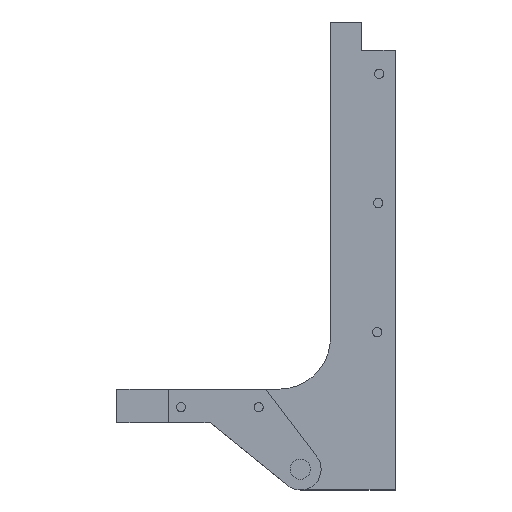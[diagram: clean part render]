
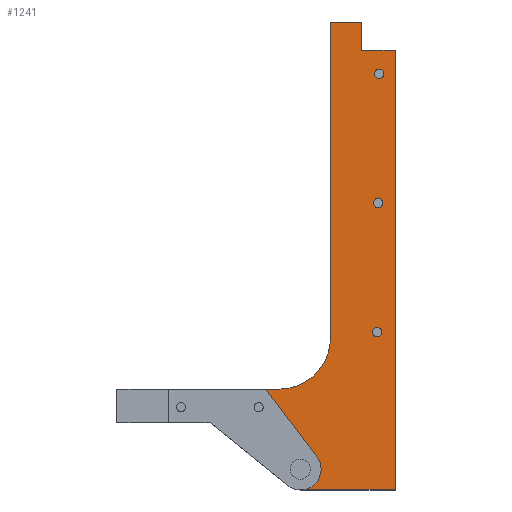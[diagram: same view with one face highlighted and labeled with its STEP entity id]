
A CAD part, top view. The second image highlights one B-rep face of the part: STEP entity #1241.
In plain terms, the highlighted face is planar.
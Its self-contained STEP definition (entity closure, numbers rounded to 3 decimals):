
#18 = EDGE_LOOP ( 'NONE', ( #205, #1100 ) ) ;
#24 = CARTESIAN_POINT ( 'NONE',  ( -87.571, 315.649, 0. ) ) ;
#44 = DIRECTION ( 'NONE',  ( -1., 0., 0. ) ) ;
#47 = VECTOR ( 'NONE', #1710, 1000. ) ;
#49 = CIRCLE ( 'NONE', #1515, 1.8 ) ;
#66 = VECTOR ( 'NONE', #1470, 1000. ) ;
#82 = LINE ( 'NONE', #1510, #1434 ) ;
#90 = DIRECTION ( 'NONE',  ( 0., 0., 1. ) ) ;
#123 = ORIENTED_EDGE ( 'NONE', *, *, #1048, .T. ) ;
#166 = CARTESIAN_POINT ( 'NONE',  ( -63.483, 167.492, 0. ) ) ;
#169 = VECTOR ( 'NONE', #1411, 1000. ) ;
#181 = ORIENTED_EDGE ( 'NONE', *, *, #1589, .F. ) ;
#187 = VERTEX_POINT ( 'NONE', #1375 ) ;
#205 = ORIENTED_EDGE ( 'NONE', *, *, #672, .T. ) ;
#210 = ORIENTED_EDGE ( 'NONE', *, *, #1799, .T. ) ;
#213 = FACE_BOUND ( 'NONE', #18, .T. ) ;
#218 = EDGE_LOOP ( 'NONE', ( #1645, #210 ) ) ;
#228 = ORIENTED_EDGE ( 'NONE', *, *, #1707, .T. ) ;
#230 = DIRECTION ( 'NONE',  ( 0., 0., 1. ) ) ;
#241 = CARTESIAN_POINT ( 'NONE',  ( -65.283, 167.492, 0. ) ) ;
#247 = EDGE_CURVE ( 'NONE', #688, #886, #1562, .T. ) ;
#268 = AXIS2_PLACEMENT_3D ( 'NONE', #1754, #1464, #1481 ) ;
#280 = FACE_OUTER_BOUND ( 'NONE', #713, .T. ) ;
#288 = ORIENTED_EDGE ( 'NONE', *, *, #339, .T. ) ;
#298 = CIRCLE ( 'NONE', #660, 1.8 ) ;
#308 = AXIS2_PLACEMENT_3D ( 'NONE', #901, #90, #1460 ) ;
#309 = CARTESIAN_POINT ( 'NONE',  ( -102.291, 289.495, 0. ) ) ;
#312 = CARTESIAN_POINT ( 'NONE',  ( -64.225, 267.489, 0. ) ) ;
#339 = EDGE_CURVE ( 'NONE', #884, #1723, #1588, .T. ) ;
#346 = CIRCLE ( 'NONE', #1698, 8. ) ;
#378 = VERTEX_POINT ( 'NONE', #725 ) ;
#381 = CARTESIAN_POINT ( 'NONE',  ( -62.425, 267.489, 0. ) ) ;
#396 = FACE_BOUND ( 'NONE', #965, .T. ) ;
#414 = CARTESIAN_POINT ( 'NONE',  ( -63.483, 167.492, 0. ) ) ;
#425 = DIRECTION ( 'NONE',  ( 0., 0., -1. ) ) ;
#433 = VERTEX_POINT ( 'NONE', #908 ) ;
#466 = CARTESIAN_POINT ( 'NONE',  ( -57.291, 328.47, 0. ) ) ;
#469 = CARTESIAN_POINT ( 'NONE',  ( -70.291, 320.47, 0. ) ) ;
#493 = VERTEX_POINT ( 'NONE', #641 ) ;
#508 = VERTEX_POINT ( 'NONE', #241 ) ;
#515 = AXIS2_PLACEMENT_3D ( 'NONE', #1531, #425, #565 ) ;
#540 = LINE ( 'NONE', #466, #169 ) ;
#560 = VERTEX_POINT ( 'NONE', #800 ) ;
#565 = DIRECTION ( 'NONE',  ( 1., 0., 0. ) ) ;
#589 = DIRECTION ( 'NONE',  ( 0., 0., 1. ) ) ;
#624 = EDGE_CURVE ( 'NONE', #1590, #187, #1308, .T. ) ;
#641 = CARTESIAN_POINT ( 'NONE',  ( -62.054, 217.49, 0. ) ) ;
#660 = AXIS2_PLACEMENT_3D ( 'NONE', #312, #1548, #1407 ) ;
#672 = EDGE_CURVE ( 'NONE', #378, #508, #49, .T. ) ;
#688 = VERTEX_POINT ( 'NONE', #309 ) ;
#700 = DIRECTION ( 'NONE',  ( 1., 0., 0. ) ) ;
#710 = CARTESIAN_POINT ( 'NONE',  ( -82.291, 269.495, 0. ) ) ;
#713 = EDGE_LOOP ( 'NONE', ( #288, #228, #1010, #994, #1705, #963, #1055, #1176, #181, #1177 ) ) ;
#718 = CARTESIAN_POINT ( 'NONE',  ( -82.291, 269.495, 0. ) ) ;
#725 = CARTESIAN_POINT ( 'NONE',  ( -61.683, 167.492, 0. ) ) ;
#735 = VERTEX_POINT ( 'NONE', #1667 ) ;
#751 = CIRCLE ( 'NONE', #957, 1.8 ) ;
#778 = CARTESIAN_POINT ( 'NONE',  ( -138.902, 289.495, 0. ) ) ;
#782 = PLANE ( 'NONE',  #805 ) ;
#787 = CARTESIAN_POINT ( 'NONE',  ( -93.955, 320.47, 0. ) ) ;
#789 = DIRECTION ( 'NONE',  ( -0.603, -0.798, 0. ) ) ;
#800 = CARTESIAN_POINT ( 'NONE',  ( -57.291, 158.47, 0. ) ) ;
#804 = CIRCLE ( 'NONE', #308, 1.8 ) ;
#805 = AXIS2_PLACEMENT_3D ( 'NONE', #787, #923, #1623 ) ;
#812 = DIRECTION ( 'NONE',  ( 0., 0., 1. ) ) ;
#822 = DIRECTION ( 'NONE',  ( 1., 0., 0. ) ) ;
#843 = CARTESIAN_POINT ( 'NONE',  ( -93.955, 158.47, 0. ) ) ;
#884 = VERTEX_POINT ( 'NONE', #1121 ) ;
#886 = VERTEX_POINT ( 'NONE', #710 ) ;
#891 = LINE ( 'NONE', #1764, #66 ) ;
#901 = CARTESIAN_POINT ( 'NONE',  ( -63.854, 217.49, 0. ) ) ;
#908 = CARTESIAN_POINT ( 'NONE',  ( -66.025, 267.489, 0. ) ) ;
#923 = DIRECTION ( 'NONE',  ( 0., 0., 1. ) ) ;
#937 = CIRCLE ( 'NONE', #268, 1.8 ) ;
#957 = AXIS2_PLACEMENT_3D ( 'NONE', #1747, #230, #1487 ) ;
#963 = ORIENTED_EDGE ( 'NONE', *, *, #624, .F. ) ;
#965 = EDGE_LOOP ( 'NONE', ( #1206, #123 ) ) ;
#976 = LINE ( 'NONE', #718, #47 ) ;
#994 = ORIENTED_EDGE ( 'NONE', *, *, #247, .F. ) ;
#1010 = ORIENTED_EDGE ( 'NONE', *, *, #1179, .F. ) ;
#1015 = CARTESIAN_POINT ( 'NONE',  ( -65.654, 217.49, 0. ) ) ;
#1026 = EDGE_CURVE ( 'NONE', #187, #688, #1285, .T. ) ;
#1048 = EDGE_CURVE ( 'NONE', #1469, #493, #804, .T. ) ;
#1055 = ORIENTED_EDGE ( 'NONE', *, *, #1768, .F. ) ;
#1072 = VECTOR ( 'NONE', #1318, 1000. ) ;
#1080 = CARTESIAN_POINT ( 'NONE',  ( -87.571, 315.649, 0. ) ) ;
#1100 = ORIENTED_EDGE ( 'NONE', *, *, #1748, .T. ) ;
#1121 = CARTESIAN_POINT ( 'NONE',  ( -70.291, 158.47, 0. ) ) ;
#1176 = ORIENTED_EDGE ( 'NONE', *, *, #1442, .F. ) ;
#1177 = ORIENTED_EDGE ( 'NONE', *, *, #1412, .T. ) ;
#1179 = EDGE_CURVE ( 'NONE', #886, #1738, #976, .T. ) ;
#1188 = LINE ( 'NONE', #843, #1372 ) ;
#1196 = VECTOR ( 'NONE', #1405, 1000. ) ;
#1206 = ORIENTED_EDGE ( 'NONE', *, *, #1222, .T. ) ;
#1217 = DIRECTION ( 'NONE',  ( -1., 0., 0. ) ) ;
#1222 = EDGE_CURVE ( 'NONE', #493, #1469, #937, .T. ) ;
#1241 = ADVANCED_FACE ( 'NONE', ( #213, #396, #1651, #280 ), #782, .F. ) ;
#1285 = LINE ( 'NONE', #778, #1072 ) ;
#1304 = CARTESIAN_POINT ( 'NONE',  ( -57.291, 328.47, 0. ) ) ;
#1308 = LINE ( 'NONE', #1080, #1461 ) ;
#1310 = VERTEX_POINT ( 'NONE', #381 ) ;
#1318 = DIRECTION ( 'NONE',  ( 1., 0., 0. ) ) ;
#1326 = CARTESIAN_POINT ( 'NONE',  ( -70.291, 147.495, 0. ) ) ;
#1345 = CARTESIAN_POINT ( 'NONE',  ( -82.291, 147.495, 0. ) ) ;
#1355 = DIRECTION ( 'NONE',  ( 0., 0., -1. ) ) ;
#1369 = DIRECTION ( 'NONE',  ( 0., 1., 0. ) ) ;
#1372 = VECTOR ( 'NONE', #44, 1000. ) ;
#1375 = CARTESIAN_POINT ( 'NONE',  ( -107.319, 289.495, 0. ) ) ;
#1377 = CARTESIAN_POINT ( 'NONE',  ( -93.955, 320.47, 0. ) ) ;
#1405 = DIRECTION ( 'NONE',  ( 0., -1., 0. ) ) ;
#1407 = DIRECTION ( 'NONE',  ( 1., 0., 0. ) ) ;
#1411 = DIRECTION ( 'NONE',  ( -1., 0., 0. ) ) ;
#1412 = EDGE_CURVE ( 'NONE', #560, #884, #1188, .T. ) ;
#1434 = VECTOR ( 'NONE', #1369, 1000. ) ;
#1442 = EDGE_CURVE ( 'NONE', #1528, #735, #540, .T. ) ;
#1460 = DIRECTION ( 'NONE',  ( 1., 0., 0. ) ) ;
#1461 = VECTOR ( 'NONE', #789, 1000. ) ;
#1464 = DIRECTION ( 'NONE',  ( 0., 0., 1. ) ) ;
#1469 = VERTEX_POINT ( 'NONE', #1015 ) ;
#1470 = DIRECTION ( 'NONE',  ( -1., 0., 0. ) ) ;
#1481 = DIRECTION ( 'NONE',  ( 1., 0., 0. ) ) ;
#1487 = DIRECTION ( 'NONE',  ( 1., 0., 0. ) ) ;
#1510 = CARTESIAN_POINT ( 'NONE',  ( -57.291, 2.495, 0. ) ) ;
#1515 = AXIS2_PLACEMENT_3D ( 'NONE', #166, #589, #700 ) ;
#1528 = VERTEX_POINT ( 'NONE', #1304 ) ;
#1531 = CARTESIAN_POINT ( 'NONE',  ( -102.291, 269.495, 0. ) ) ;
#1548 = DIRECTION ( 'NONE',  ( 0., 0., 1. ) ) ;
#1562 = CIRCLE ( 'NONE', #515, 20. ) ;
#1588 = LINE ( 'NONE', #469, #1196 ) ;
#1589 = EDGE_CURVE ( 'NONE', #560, #1528, #82, .T. ) ;
#1590 = VERTEX_POINT ( 'NONE', #24 ) ;
#1598 = CIRCLE ( 'NONE', #1724, 1.8 ) ;
#1623 = DIRECTION ( 'NONE',  ( 1., 0., 0. ) ) ;
#1645 = ORIENTED_EDGE ( 'NONE', *, *, #1652, .T. ) ;
#1651 = FACE_BOUND ( 'NONE', #218, .T. ) ;
#1652 = EDGE_CURVE ( 'NONE', #1310, #433, #751, .T. ) ;
#1667 = CARTESIAN_POINT ( 'NONE',  ( -93.955, 328.47, 0. ) ) ;
#1698 = AXIS2_PLACEMENT_3D ( 'NONE', #1377, #1355, #1217 ) ;
#1705 = ORIENTED_EDGE ( 'NONE', *, *, #1026, .F. ) ;
#1707 = EDGE_CURVE ( 'NONE', #1723, #1738, #891, .T. ) ;
#1710 = DIRECTION ( 'NONE',  ( 0., -1., 0. ) ) ;
#1723 = VERTEX_POINT ( 'NONE', #1326 ) ;
#1724 = AXIS2_PLACEMENT_3D ( 'NONE', #414, #812, #822 ) ;
#1738 = VERTEX_POINT ( 'NONE', #1345 ) ;
#1747 = CARTESIAN_POINT ( 'NONE',  ( -64.225, 267.489, 0. ) ) ;
#1748 = EDGE_CURVE ( 'NONE', #508, #378, #1598, .T. ) ;
#1754 = CARTESIAN_POINT ( 'NONE',  ( -63.854, 217.49, 0. ) ) ;
#1764 = CARTESIAN_POINT ( 'NONE',  ( -93.955, 147.495, 0. ) ) ;
#1768 = EDGE_CURVE ( 'NONE', #735, #1590, #346, .T. ) ;
#1799 = EDGE_CURVE ( 'NONE', #433, #1310, #298, .T. ) ;
